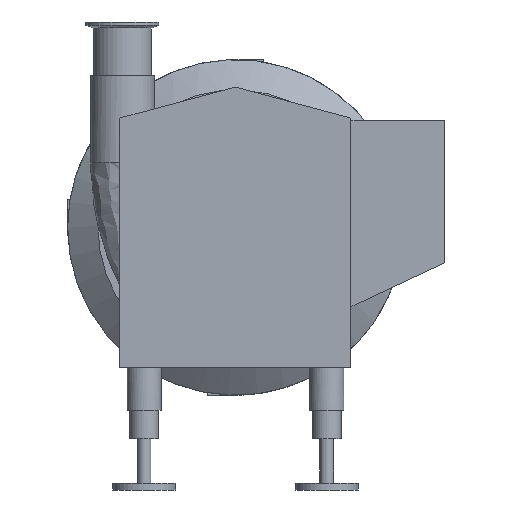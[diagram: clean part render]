
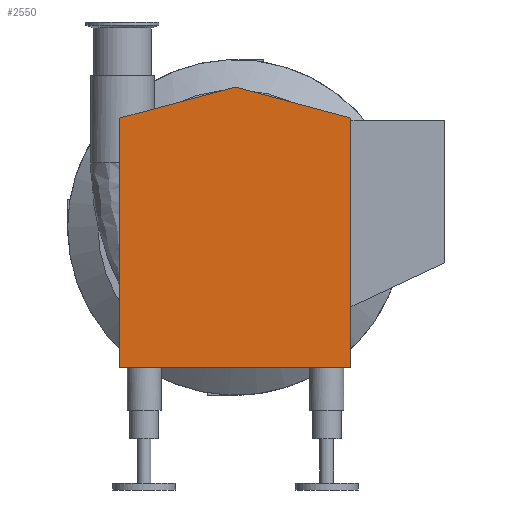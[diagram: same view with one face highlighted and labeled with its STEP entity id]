
A CAD part, left-side view. The second image highlights one B-rep face of the part: STEP entity #2550.
In plain terms, the highlighted planar face has unit normal (-1, 0, 0).
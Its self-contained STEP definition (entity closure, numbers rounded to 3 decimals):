
#96=PLANE('',#2756);
#221=FACE_OUTER_BOUND('',#385,.T.);
#385=EDGE_LOOP('',(#1941,#1942,#1943,#1944,#1945));
#519=LINE('',#3779,#763);
#580=LINE('',#3954,#824);
#582=LINE('',#3958,#826);
#584=LINE('',#3962,#828);
#586=LINE('',#3965,#830);
#763=VECTOR('',#2999,10.);
#824=VECTOR('',#3178,10.);
#826=VECTOR('',#3182,10.);
#828=VECTOR('',#3186,10.);
#830=VECTOR('',#3190,10.);
#1120=VERTEX_POINT('',#3776);
#1121=VERTEX_POINT('',#3778);
#1176=VERTEX_POINT('',#3953);
#1177=VERTEX_POINT('',#3957);
#1178=VERTEX_POINT('',#3961);
#1369=EDGE_CURVE('',#1120,#1121,#519,.T.);
#1453=EDGE_CURVE('',#1176,#1120,#580,.T.);
#1455=EDGE_CURVE('',#1121,#1177,#582,.T.);
#1457=EDGE_CURVE('',#1177,#1178,#584,.T.);
#1459=EDGE_CURVE('',#1178,#1176,#586,.T.);
#1941=ORIENTED_EDGE('',*,*,#1453,.F.);
#1942=ORIENTED_EDGE('',*,*,#1459,.F.);
#1943=ORIENTED_EDGE('',*,*,#1457,.F.);
#1944=ORIENTED_EDGE('',*,*,#1455,.F.);
#1945=ORIENTED_EDGE('',*,*,#1369,.F.);
#2550=ADVANCED_FACE('',(#221),#96,.F.);
#2756=AXIS2_PLACEMENT_3D('',#3966,#3191,#3192);
#2999=DIRECTION('',(0.,1.,0.));
#3178=DIRECTION('',(0.,0.,-1.));
#3182=DIRECTION('',(0.,0.,1.));
#3186=DIRECTION('',(0.,-0.966,0.259));
#3190=DIRECTION('',(0.,-0.966,-0.259));
#3191=DIRECTION('center_axis',(1.,0.,0.));
#3192=DIRECTION('ref_axis',(0.,0.,-1.));
#3776=CARTESIAN_POINT('',(-329.5,-101.2,-123.));
#3778=CARTESIAN_POINT('',(-329.5,101.2,-123.));
#3779=CARTESIAN_POINT('',(-329.5,-101.2,-123.));
#3953=CARTESIAN_POINT('',(-329.5,-101.2,95.884));
#3954=CARTESIAN_POINT('',(-329.5,-101.2,95.884));
#3957=CARTESIAN_POINT('',(-329.5,101.2,95.884));
#3958=CARTESIAN_POINT('',(-329.5,101.2,-123.));
#3961=CARTESIAN_POINT('',(-329.5,0.,123.));
#3962=CARTESIAN_POINT('',(-329.5,101.2,95.884));
#3965=CARTESIAN_POINT('',(-329.5,0.,123.));
#3966=CARTESIAN_POINT('Origin',(-329.5,0.,-9.295));
